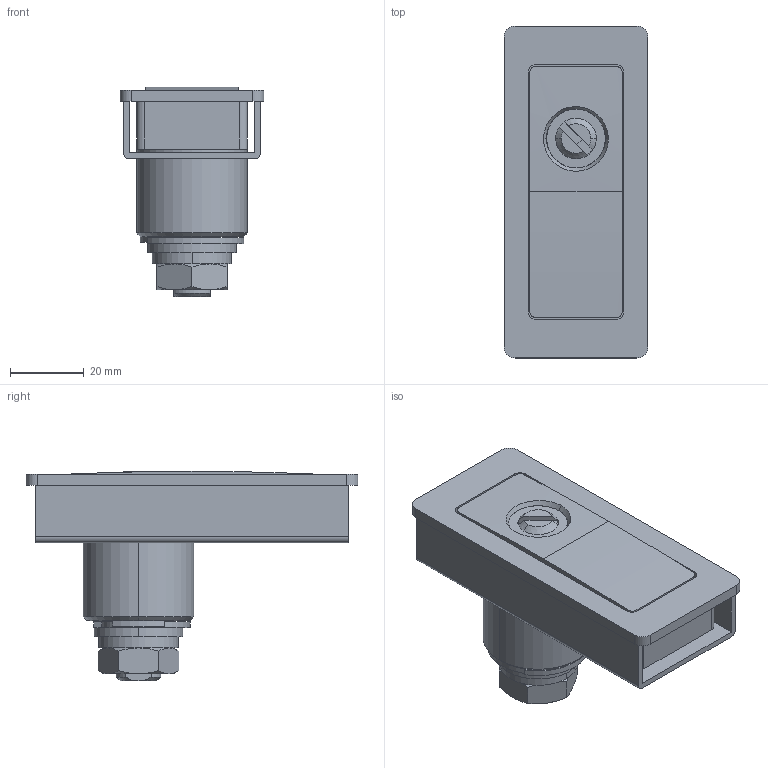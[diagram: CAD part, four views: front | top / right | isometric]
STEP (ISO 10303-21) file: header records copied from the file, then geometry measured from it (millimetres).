
FILE_DESCRIPTION (( 'STEP AP203' ), '1' );
FILE_NAME ('A-410-A.STEP', '2021-03-17T22:50:02', ( '' ), ( '' ), 'SwSTEP 2.0', 'SolidWorks 2018', '' );
FILE_SCHEMA (( 'CONFIG_CONTROL_DESIGN' ));
Length unit declared in the file: millimetre
Products named in the file (10): A-410-A_カム_; A-410-A_平ワッシャーISO(新JIS)ver1.01__M12平ワッシャー(鉄)みがき丸; A-410-A_榋妏僫僢僩ver1.01__M12僫僢僩(揝)3庬_屇傃宎婎弨; A-410-A_ハウジング_; A-410-A_シリンダー_; A-410-A_ハンドル_; A-410-A_ばね座金ver1.0__M12ばね座金(鉄); A-410-A; A-410-A_シャフト_; A-410-A_取付金具_
Assembly tree (9 placements, depth 2):
  A-410-A
    A-410-A_ハウジング_
    A-410-A_ハンドル_
    A-410-A_シャフト_
    A-410-A_シリンダー_
    A-410-A_カム_
    A-410-A_平ワッシャーISO(新JIS)ver1.01__M12平ワッシャー(鉄)みがき丸
    A-410-A_ばね座金ver1.0__M12ばね座金(鉄)
    A-410-A_榋妏僫僢僩ver1.01__M12僫僢僩(揝)3庬_屇傃宎婎弨
    A-410-A_取付金具_
Bounding box: 39 x 90 x 56.8 mm (x, y, z)
Volume: 64729.9 mm3; surface area: 45420.3 mm2
Topology: 9 solids, 9 shells, 218 faces, 531 edges, 339 vertices
Faces by surface type: plane 103, cylinder 80, cone 35
Entity records: 7721 total; most frequent: CARTESIAN_POINT 1433, DIRECTION 1144, ORIENTED_EDGE 1050, EDGE_CURVE 525, AXIS2_PLACEMENT_3D 435, VERTEX_POINT 339, LINE 274, VECTOR 274
